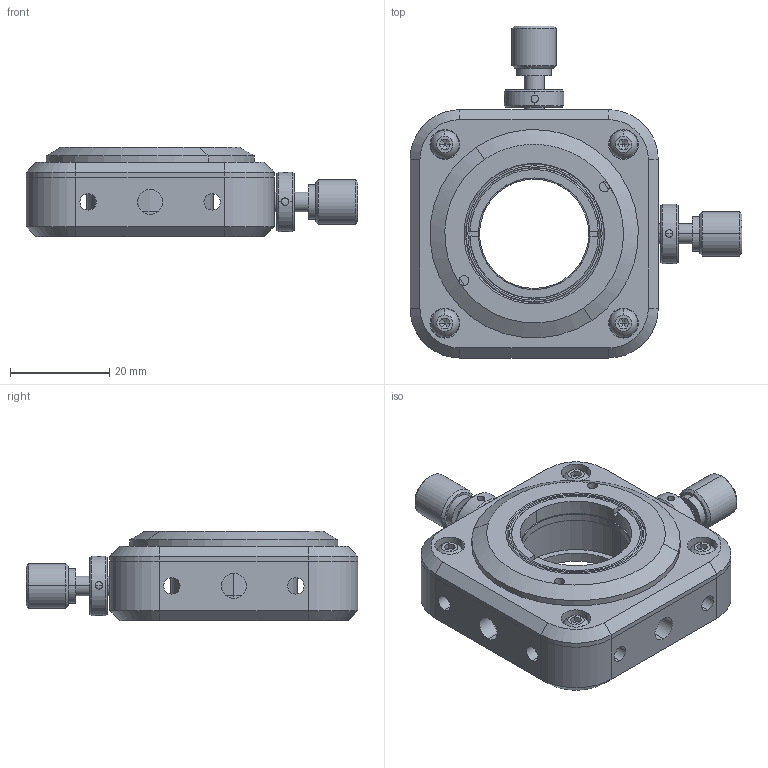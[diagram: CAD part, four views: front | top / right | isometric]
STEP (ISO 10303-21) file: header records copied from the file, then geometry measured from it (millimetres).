
FILE_DESCRIPTION (( 'STEP AP203' ), '1' );
FILE_NAME ('NLXY25.4-0.STEP', '2019-05-05T03:39:41', ( 'User' ), ( 'User' ), 'SwSTEP 2.0', 'SolidWorks 2016', '' );
FILE_SCHEMA (( 'CONFIG_CONTROL_DESIGN' ));
Length unit declared in the file: millimetre
Products named in the file (1): NLXY25.4-0
Bounding box: 66.87 x 66.87 x 18 mm (x, y, z)
Surface area: 12079.4 mm2 (no closed solid volume)
Topology: 0 solids, 16 shells, 289 faces, 966 edges, 702 vertices
Faces by surface type: plane 144, cylinder 90, cone 47, sphere 8
Entity records: 10751 total; most frequent: CARTESIAN_POINT 2202, DIRECTION 1800, ORIENTED_EDGE 1519, EDGE_CURVE 966, VERTEX_POINT 702, VECTOR 656, LINE 656, AXIS2_PLACEMENT_3D 572
